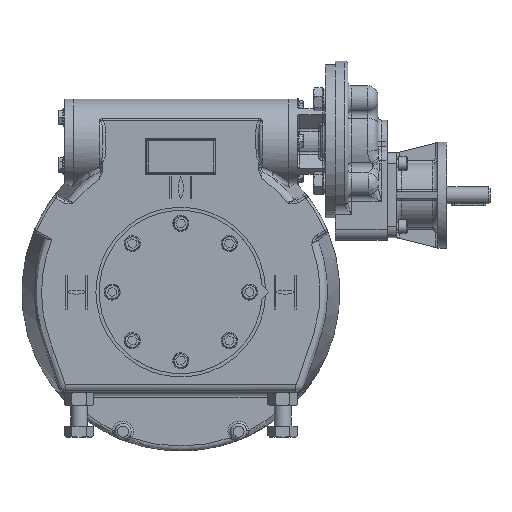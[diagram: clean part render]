
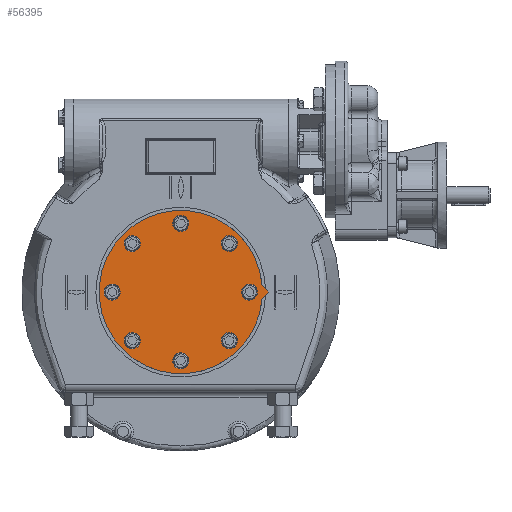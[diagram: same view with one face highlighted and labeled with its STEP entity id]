
A CAD part, top view. The second image highlights one B-rep face of the part: STEP entity #56395.
In plain terms, the highlighted planar face has unit normal (0, 0, 1).
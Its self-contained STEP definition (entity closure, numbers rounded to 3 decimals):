
#1945=CIRCLE('',#59663,6.5);
#1947=CIRCLE('',#59666,6.5);
#1949=CIRCLE('',#59669,6.5);
#1951=CIRCLE('',#59672,6.5);
#1953=CIRCLE('',#59675,6.5);
#1955=CIRCLE('',#59678,6.5);
#1957=CIRCLE('',#59681,6.5);
#1959=CIRCLE('',#59684,96.25);
#1962=CIRCLE('',#59691,6.5);
#6583=ORIENTED_EDGE('',*,*,#18190,.F.);
#6584=ORIENTED_EDGE('',*,*,#18192,.F.);
#6585=ORIENTED_EDGE('',*,*,#18194,.F.);
#6586=ORIENTED_EDGE('',*,*,#18196,.F.);
#6587=ORIENTED_EDGE('',*,*,#18198,.F.);
#6588=ORIENTED_EDGE('',*,*,#18200,.F.);
#6589=ORIENTED_EDGE('',*,*,#18202,.F.);
#6590=ORIENTED_EDGE('',*,*,#18214,.F.);
#6591=ORIENTED_EDGE('',*,*,#18204,.F.);
#6592=ORIENTED_EDGE('',*,*,#18211,.F.);
#6593=ORIENTED_EDGE('',*,*,#18208,.F.);
#18190=EDGE_CURVE('',#24157,#24157,#1945,.T.);
#18192=EDGE_CURVE('',#24159,#24159,#1947,.T.);
#18194=EDGE_CURVE('',#24161,#24161,#1949,.T.);
#18196=EDGE_CURVE('',#24163,#24163,#1951,.T.);
#18198=EDGE_CURVE('',#24165,#24165,#1953,.T.);
#18200=EDGE_CURVE('',#24167,#24167,#1955,.T.);
#18202=EDGE_CURVE('',#24169,#24169,#1957,.T.);
#18204=EDGE_CURVE('',#24171,#24172,#1959,.T.);
#18208=EDGE_CURVE('',#24172,#24175,#28073,.T.);
#18211=EDGE_CURVE('',#24175,#24171,#28076,.T.);
#18214=EDGE_CURVE('',#24178,#24178,#1962,.T.);
#24157=VERTEX_POINT('',#77811);
#24159=VERTEX_POINT('',#77816);
#24161=VERTEX_POINT('',#77821);
#24163=VERTEX_POINT('',#77826);
#24165=VERTEX_POINT('',#77831);
#24167=VERTEX_POINT('',#77836);
#24169=VERTEX_POINT('',#77841);
#24171=VERTEX_POINT('',#77846);
#24172=VERTEX_POINT('',#77847);
#24175=VERTEX_POINT('',#77855);
#24178=VERTEX_POINT('',#77867);
#28073=LINE('',#77854,#30817);
#28076=LINE('',#77860,#30820);
#30817=VECTOR('',#65182,1000.);
#30820=VECTOR('',#65187,1000.);
#33891=EDGE_LOOP('',(#6583));
#33892=EDGE_LOOP('',(#6584));
#33893=EDGE_LOOP('',(#6585));
#33894=EDGE_LOOP('',(#6586));
#33895=EDGE_LOOP('',(#6587));
#33896=EDGE_LOOP('',(#6588));
#33897=EDGE_LOOP('',(#6589));
#33898=EDGE_LOOP('',(#6590));
#33899=EDGE_LOOP('',(#6591,#6592,#6593));
#37614=FACE_BOUND('',#33891,.T.);
#37615=FACE_BOUND('',#33892,.T.);
#37616=FACE_BOUND('',#33893,.T.);
#37617=FACE_BOUND('',#33894,.T.);
#37618=FACE_BOUND('',#33895,.T.);
#37619=FACE_BOUND('',#33896,.T.);
#37620=FACE_BOUND('',#33897,.T.);
#37621=FACE_BOUND('',#33898,.T.);
#37622=FACE_BOUND('',#33899,.T.);
#41000=PLANE('',#59690);
#56395=ADVANCED_FACE('',(#37614,#37615,#37616,#37617,#37618,#37619,#37620,
#37621,#37622),#41000,.F.);
#59663=AXIS2_PLACEMENT_3D('',#77810,#65132,#65133);
#59666=AXIS2_PLACEMENT_3D('',#77815,#65138,#65139);
#59669=AXIS2_PLACEMENT_3D('',#77820,#65144,#65145);
#59672=AXIS2_PLACEMENT_3D('',#77825,#65150,#65151);
#59675=AXIS2_PLACEMENT_3D('',#77830,#65156,#65157);
#59678=AXIS2_PLACEMENT_3D('',#77835,#65162,#65163);
#59681=AXIS2_PLACEMENT_3D('',#77840,#65168,#65169);
#59684=AXIS2_PLACEMENT_3D('',#77845,#65174,#65175);
#59690=AXIS2_PLACEMENT_3D('',#77865,#65193,#65194);
#59691=AXIS2_PLACEMENT_3D('',#77866,#65195,#65196);
#65132=DIRECTION('',(0.,0.,1.));
#65133=DIRECTION('',(-0.707,0.707,0.));
#65138=DIRECTION('',(0.,0.,1.));
#65139=DIRECTION('',(0.,1.,0.));
#65144=DIRECTION('',(0.,0.,1.));
#65145=DIRECTION('',(0.707,0.707,0.));
#65150=DIRECTION('',(0.,0.,1.));
#65151=DIRECTION('',(1.,0.,0.));
#65156=DIRECTION('',(0.,0.,1.));
#65157=DIRECTION('',(0.707,-0.707,0.));
#65162=DIRECTION('',(0.,0.,1.));
#65163=DIRECTION('',(0.,-1.,0.));
#65168=DIRECTION('',(0.,0.,1.));
#65169=DIRECTION('',(-0.707,-0.707,0.));
#65174=DIRECTION('',(0.,0.,-1.));
#65175=DIRECTION('',(1.,0.,0.));
#65182=DIRECTION('',(0.707,-0.707,0.));
#65187=DIRECTION('',(-0.707,-0.707,0.));
#65193=DIRECTION('',(0.,0.,-1.));
#65194=DIRECTION('',(1.,0.,0.));
#65195=DIRECTION('',(0.,0.,1.));
#65196=DIRECTION('',(-1.,0.,0.));
#77810=CARTESIAN_POINT('',(-57.276,-57.276,97.5));
#77811=CARTESIAN_POINT('',(-61.872,-52.679,97.5));
#77815=CARTESIAN_POINT('',(-81.,0.,97.5));
#77816=CARTESIAN_POINT('',(-81.,6.5,97.5));
#77820=CARTESIAN_POINT('',(-57.276,57.276,97.5));
#77821=CARTESIAN_POINT('',(-52.679,61.872,97.5));
#77825=CARTESIAN_POINT('',(0.,81.,97.5));
#77826=CARTESIAN_POINT('',(6.5,81.,97.5));
#77830=CARTESIAN_POINT('',(57.276,57.276,97.5));
#77831=CARTESIAN_POINT('',(61.872,52.679,97.5));
#77835=CARTESIAN_POINT('',(81.,0.,97.5));
#77836=CARTESIAN_POINT('',(81.,-6.5,97.5));
#77840=CARTESIAN_POINT('',(57.276,-57.276,97.5));
#77841=CARTESIAN_POINT('',(52.679,-61.872,97.5));
#77845=CARTESIAN_POINT('',(0.,0.,97.5));
#77846=CARTESIAN_POINT('',(95.932,-7.818,97.5));
#77847=CARTESIAN_POINT('',(95.932,7.818,97.5));
#77854=CARTESIAN_POINT('',(95.932,7.818,97.5));
#77855=CARTESIAN_POINT('',(103.75,0.,97.5));
#77860=CARTESIAN_POINT('',(103.75,0.,97.5));
#77865=CARTESIAN_POINT('',(0.,0.,97.5));
#77866=CARTESIAN_POINT('',(0.,-81.,97.5));
#77867=CARTESIAN_POINT('',(-6.5,-81.,97.5));
